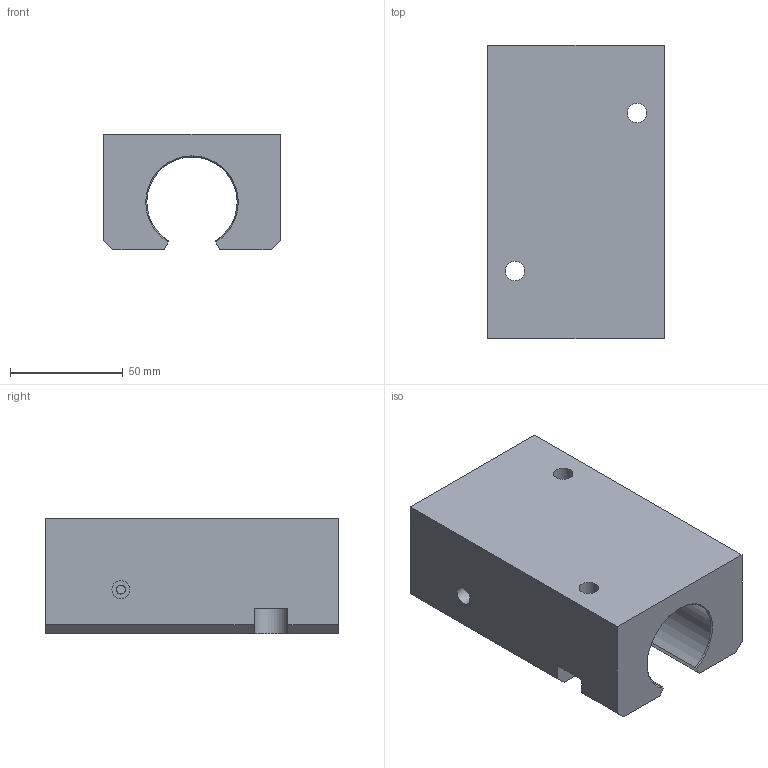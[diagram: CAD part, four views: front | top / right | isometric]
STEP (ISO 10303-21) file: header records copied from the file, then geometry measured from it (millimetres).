
FILE_DESCRIPTION( ( 'STEP AP214' ), '1' );
FILE_NAME( 'STGO-25.stp', '2010-08-02T08:29:33', ( ' ' ), ( ' ' ), 'XStep 1.0', ' ', ' ' );
FILE_SCHEMA( ( 'CONFIG_CONTROL_DESIGN) ( )' ) );
Length unit declared in the file: metre
Products named in the file (1): 1
Bounding box: 78 x 130 x 51 mm (x, y, z)
Volume: 333345.3 mm3; surface area: 53472.3 mm2
Topology: 1 solids, 1 shells, 36 faces, 96 edges, 65 vertices
Faces by surface type: plane 23, cylinder 11, cone 2
Full cylindrical faces by diameter (mm): 4 x3, 8 x3, 8.6 x2
Entity records: 1519 total; most frequent: CARTESIAN_POINT 341, DIRECTION 173, ORIENTED_EDGE 168, EDGE_CURVE 84, VERTEX_POINT 61, AXIS2_PLACEMENT_3D 59, EDGE_LOOP 57, LINE 55
